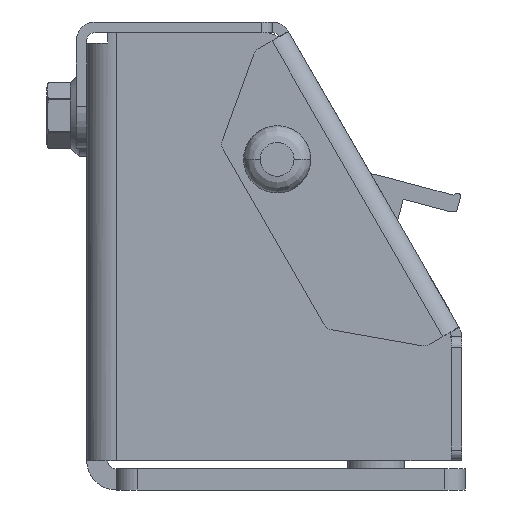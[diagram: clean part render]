
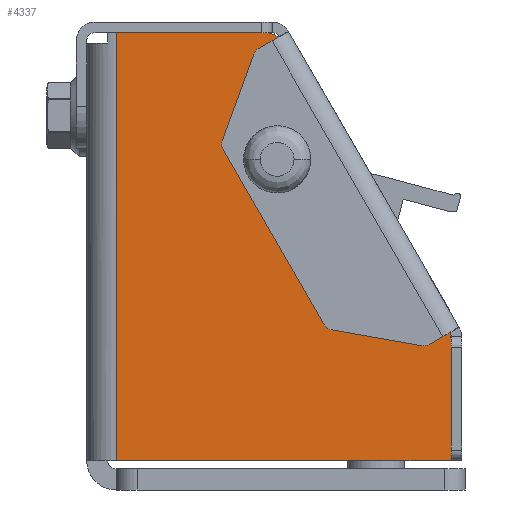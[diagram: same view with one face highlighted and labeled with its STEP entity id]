
A CAD part, left-side view. The second image highlights one B-rep face of the part: STEP entity #4337.
In plain terms, the highlighted planar face has unit normal (-1, 0, 0).
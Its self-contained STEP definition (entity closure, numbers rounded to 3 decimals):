
#117 = DIRECTION ( 'NONE',  ( 0., 0., 1. ) ) ;
#893 = ORIENTED_EDGE ( 'NONE', *, *, #8698, .T. ) ;
#2412 = DIRECTION ( 'NONE',  ( 0., 0., 1. ) ) ;
#2894 = CARTESIAN_POINT ( 'NONE',  ( -57.5, -34.523, 14.974 ) ) ;
#3041 = DIRECTION ( 'NONE',  ( 0., -1., 0. ) ) ;
#3230 = ORIENTED_EDGE ( 'NONE', *, *, #5562, .F. ) ;
#3286 = LINE ( 'NONE', #29330, #7511 ) ;
#3418 = DIRECTION ( 'NONE',  ( -1., 0., 0. ) ) ;
#4337 = ADVANCED_FACE ( 'Defeatured_0_37', ( #28296, #14623 ), #8546, .T. ) ;
#4971 = CARTESIAN_POINT ( 'NONE',  ( -57.5, -2.8, 43.5 ) ) ;
#5131 = AXIS2_PLACEMENT_3D ( 'NONE', #29470, #12093, #2412 ) ;
#5404 = CARTESIAN_POINT ( 'NONE',  ( -57.5, -1.653, 2.8 ) ) ;
#5562 = EDGE_CURVE ( 'Defeatured_0_38+Defeatured_0_37+Defeatured_0_37+Defeatured_0_37', #10350, #28711, #22780, .T. ) ;
#7511 = VECTOR ( 'NONE', #29434, 1000. ) ;
#7605 = ORIENTED_EDGE ( 'NONE', *, *, #18599, .T. ) ;
#7861 = EDGE_CURVE ( 'Defeatured_0_37+Defeatured_0_41+Defeatured_0_116+Defeatured_0_160', #20024, #14592, #14596, .T. ) ;
#8546 = PLANE ( 'NONE',  #11421 ) ;
#8620 = VECTOR ( 'NONE', #24658, 1000. ) ;
#8698 = EDGE_CURVE ( 'Defeatured_0_37+Defeatured_0_64+Defeatured_0_40+Defeatured_0_66', #26692, #31317, #16836, .T. ) ;
#9350 = EDGE_CURVE ( 'Defeatured_0_37+Defeatured_0_42+Defeatured_0_66+Defeatured_0_122', #12607, #29773, #16808, .T. ) ;
#10015 = EDGE_LOOP ( 'NONE', ( #19927, #25846, #17520, #17440, #7605, #10647, #893, #30912 ) ) ;
#10350 = VERTEX_POINT ( 'NONE', #17289 ) ;
#10358 = CARTESIAN_POINT ( 'NONE',  ( -57.5, -18.12, 33.167 ) ) ;
#10647 = ORIENTED_EDGE ( 'NONE', *, *, #20319, .T. ) ;
#11421 = AXIS2_PLACEMENT_3D ( 'NONE', #30358, #21137, #31400 ) ;
#11632 = LINE ( 'NONE', #21926, #15027 ) ;
#12093 = DIRECTION ( 'NONE',  ( -1., 0., 0. ) ) ;
#12607 = VERTEX_POINT ( 'NONE', #18888 ) ;
#12875 = CARTESIAN_POINT ( 'NONE',  ( -57.5, -18.083, 43.5 ) ) ;
#14592 = VERTEX_POINT ( 'NONE', #16918 ) ;
#14596 = CIRCLE ( 'NONE', #24329, 2. ) ;
#14623 = FACE_OUTER_BOUND ( 'NONE', #10015, .T. ) ;
#15027 = VECTOR ( 'NONE', #117, 1000. ) ;
#15330 = VECTOR ( 'NONE', #29666, 1000. ) ;
#16221 = CARTESIAN_POINT ( 'NONE',  ( -57.5, -18.375, 42.881 ) ) ;
#16637 = VERTEX_POINT ( 'NONE', #28078 ) ;
#16808 = CIRCLE ( 'NONE', #19508, 2. ) ;
#16836 = LINE ( 'NONE', #5404, #17232 ) ;
#16918 = CARTESIAN_POINT ( 'NONE',  ( -57.5, -16.929, 43.5 ) ) ;
#17010 = CARTESIAN_POINT ( 'NONE',  ( -57.5, -16.929, 41.5 ) ) ;
#17232 = VECTOR ( 'NONE', #3041, 1000. ) ;
#17289 = CARTESIAN_POINT ( 'NONE',  ( -57.5, -18.12, 29.713 ) ) ;
#17440 = ORIENTED_EDGE ( 'NONE', *, *, #7861, .T. ) ;
#17520 = ORIENTED_EDGE ( 'NONE', *, *, #31022, .T. ) ;
#18538 = EDGE_CURVE ( 'Defeatured_0_37+Defeatured_0_66+Defeatured_0_64+Defeatured_0_42', #31317, #12607, #11632, .T. ) ;
#18599 = EDGE_CURVE ( 'Defeatured_0_37+Defeatured_0_160+Defeatured_0_41+Defeatured_0_40', #14592, #23393, #30574, .T. ) ;
#18888 = CARTESIAN_POINT ( 'NONE',  ( -57.5, -34.653, 14.264 ) ) ;
#19054 = VECTOR ( 'NONE', #21601, 1000. ) ;
#19140 = DIRECTION ( 'NONE',  ( 0., 0., 1. ) ) ;
#19508 = AXIS2_PLACEMENT_3D ( 'NONE', #27622, #3418, #20424 ) ;
#19927 = ORIENTED_EDGE ( 'NONE', *, *, #9350, .T. ) ;
#20013 = CARTESIAN_POINT ( 'NONE',  ( -57.5, -22.223, 7.872 ) ) ;
#20024 = VERTEX_POINT ( 'NONE', #16221 ) ;
#20319 = EDGE_CURVE ( 'Defeatured_0_37+Defeatured_0_40+Defeatured_0_160+Defeatured_0_64', #23393, #26692, #26707, .T. ) ;
#20424 = DIRECTION ( 'NONE',  ( 0., 0., 1. ) ) ;
#20950 = ORIENTED_EDGE ( 'NONE', *, *, #29017, .F. ) ;
#21137 = DIRECTION ( 'NONE',  ( -1., 0., 0. ) ) ;
#21601 = DIRECTION ( 'NONE',  ( 0., 0.866, -0.5 ) ) ;
#21870 = DIRECTION ( 'NONE',  ( -1., 0., 0. ) ) ;
#21926 = CARTESIAN_POINT ( 'NONE',  ( -57.5, -34.653, 2.8 ) ) ;
#22780 = CIRCLE ( 'NONE', #5131, 1.727 ) ;
#23393 = VERTEX_POINT ( 'NONE', #4971 ) ;
#23785 = EDGE_LOOP ( 'NONE', ( #20950, #3230 ) ) ;
#24329 = AXIS2_PLACEMENT_3D ( 'NONE', #17010, #26835, #19140 ) ;
#24658 = DIRECTION ( 'NONE',  ( 0., 1., 0. ) ) ;
#25791 = CARTESIAN_POINT ( 'NONE',  ( -57.5, -2.8, 2.8 ) ) ;
#25846 = ORIENTED_EDGE ( 'NONE', *, *, #29805, .T. ) ;
#26244 = LINE ( 'NONE', #20013, #19054 ) ;
#26692 = VERTEX_POINT ( 'NONE', #25791 ) ;
#26707 = LINE ( 'NONE', #29991, #15330 ) ;
#26835 = DIRECTION ( 'NONE',  ( -1., 0., 0. ) ) ;
#27622 = CARTESIAN_POINT ( 'NONE',  ( -57.5, -32.653, 14.264 ) ) ;
#28078 = CARTESIAN_POINT ( 'NONE',  ( -57.5, -34.496, 14.958 ) ) ;
#28176 = CARTESIAN_POINT ( 'NONE',  ( -57.5, -34.653, 2.8 ) ) ;
#28296 = FACE_BOUND ( 'NONE', #23785, .T. ) ;
#28711 = VERTEX_POINT ( 'NONE', #10358 ) ;
#28945 = DIRECTION ( 'NONE',  ( 0., 0., 1. ) ) ;
#29017 = EDGE_CURVE ( 'Defeatured_0_38+Defeatured_0_37+Defeatured_0_37+Defeatured_0_37', #28711, #10350, #29702, .T. ) ;
#29330 = CARTESIAN_POINT ( 'NONE',  ( -57.5, -18.266, 43.071 ) ) ;
#29434 = DIRECTION ( 'NONE',  ( 0., 0.5, 0.866 ) ) ;
#29470 = CARTESIAN_POINT ( 'NONE',  ( -57.5, -18.12, 31.44 ) ) ;
#29666 = DIRECTION ( 'NONE',  ( 0., 0., -1. ) ) ;
#29702 = CIRCLE ( 'NONE', #31236, 1.727 ) ;
#29773 = VERTEX_POINT ( 'NONE', #2894 ) ;
#29805 = EDGE_CURVE ( 'Defeatured_0_37+Defeatured_0_122+Defeatured_0_42+Defeatured_0_116', #29773, #16637, #26244, .T. ) ;
#29991 = CARTESIAN_POINT ( 'NONE',  ( -57.5, -2.8, 43.5 ) ) ;
#30358 = CARTESIAN_POINT ( 'NONE',  ( -57.5, -1.653, 43.5 ) ) ;
#30574 = LINE ( 'NONE', #12875, #8620 ) ;
#30912 = ORIENTED_EDGE ( 'NONE', *, *, #18538, .T. ) ;
#31022 = EDGE_CURVE ( 'Defeatured_0_37+Defeatured_0_116+Defeatured_0_122+Defeatured_0_41', #16637, #20024, #3286, .T. ) ;
#31236 = AXIS2_PLACEMENT_3D ( 'NONE', #31285, #21870, #28945 ) ;
#31285 = CARTESIAN_POINT ( 'NONE',  ( -57.5, -18.12, 31.44 ) ) ;
#31317 = VERTEX_POINT ( 'NONE', #28176 ) ;
#31400 = DIRECTION ( 'NONE',  ( 0., 1., 0. ) ) ;
